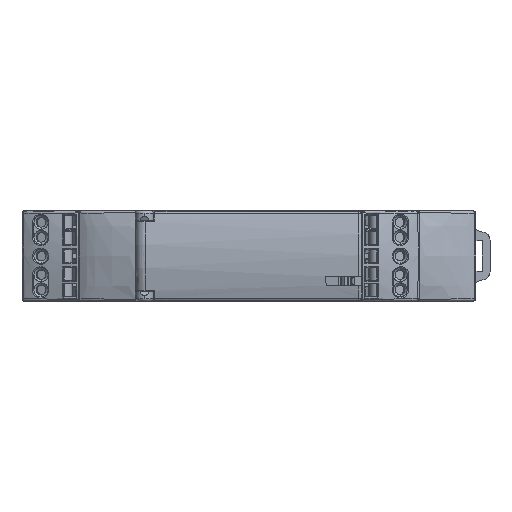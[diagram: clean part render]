
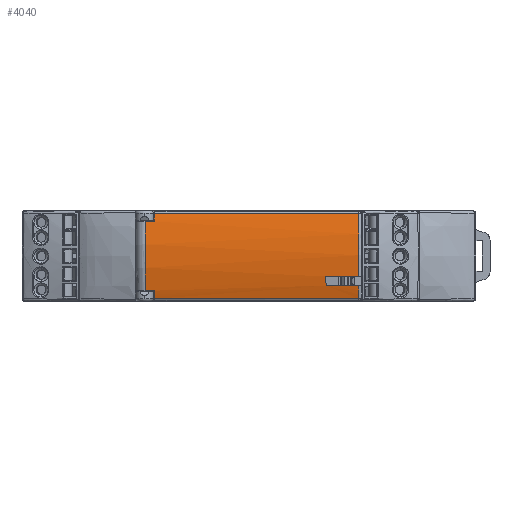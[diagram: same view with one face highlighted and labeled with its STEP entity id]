
A CAD part, left-side view. The second image highlights one B-rep face of the part: STEP entity #4040.
In plain terms, the highlighted cylindrical face has radius 30 mm (diameter 60 mm), a partial arc.
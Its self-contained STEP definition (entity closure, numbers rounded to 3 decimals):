
#4040=ADVANCED_FACE('',(#11795),#11796,.T.);
#11795=FACE_OUTER_BOUND('',#23942,.T.);
#11796=CYLINDRICAL_SURFACE('',#23943,30.0);
#23942=EDGE_LOOP('',(#56567,#56568,#56569,#56570,#56571,#56572,#56573,#56574,#56575,#56576,#56577,#56578,#56579,#56580));
#23943=AXIS2_PLACEMENT_3D('',#56581,#56582,#56583);
#56567=ORIENTED_EDGE('',*,*,#67885,.F.);
#56568=ORIENTED_EDGE('',*,*,#67886,.T.);
#56569=ORIENTED_EDGE('',*,*,#67887,.F.);
#56570=ORIENTED_EDGE('',*,*,#67888,.T.);
#56571=ORIENTED_EDGE('',*,*,#67889,.T.);
#56572=ORIENTED_EDGE('',*,*,#67890,.F.);
#56573=ORIENTED_EDGE('',*,*,#67891,.T.);
#56574=ORIENTED_EDGE('',*,*,#67806,.F.);
#56575=ORIENTED_EDGE('',*,*,#67804,.T.);
#56576=ORIENTED_EDGE('',*,*,#67879,.T.);
#56577=ORIENTED_EDGE('',*,*,#67884,.T.);
#56578=ORIENTED_EDGE('',*,*,#67892,.T.);
#56579=ORIENTED_EDGE('',*,*,#67893,.F.);
#56580=ORIENTED_EDGE('',*,*,#67894,.T.);
#56581=CARTESIAN_POINT('',(21.5,22.4,8.935));
#56582=DIRECTION('',(0.0,-1.0,0.0));
#56583=DIRECTION('',(0.0,0.0,1.0));
#67804=EDGE_CURVE('',#85702,#85700,#85703,.T.);
#67806=EDGE_CURVE('',#85702,#85705,#85706,.T.);
#67879=EDGE_CURVE('',#85700,#85837,#85839,.T.);
#67884=EDGE_CURVE('',#85837,#85844,#85846,.T.);
#67885=EDGE_CURVE('',#85847,#85848,#85849,.T.);
#67886=EDGE_CURVE('',#85847,#85850,#85851,.T.);
#67887=EDGE_CURVE('',#85852,#85850,#85853,.T.);
#67888=EDGE_CURVE('',#85852,#85854,#85855,.T.);
#67889=EDGE_CURVE('',#85854,#85856,#85857,.T.);
#67890=EDGE_CURVE('',#85858,#85856,#85859,.T.);
#67891=EDGE_CURVE('',#85858,#85705,#85860,.T.);
#67892=EDGE_CURVE('',#85844,#85861,#85862,.T.);
#67893=EDGE_CURVE('',#85863,#85861,#85864,.T.);
#67894=EDGE_CURVE('',#85863,#85848,#85865,.T.);
#85700=VERTEX_POINT('',#116470);
#85702=VERTEX_POINT('',#116472);
#85703=CIRCLE('',#116473,30.0);
#85705=VERTEX_POINT('',#116482);
#85706=LINE('',#116483,#116484);
#85837=VERTEX_POINT('',#116734);
#85839=LINE('',#116740,#116741);
#85844=VERTEX_POINT('',#116749);
#85846=B_SPLINE_CURVE_WITH_KNOTS('',3,(#116752,#116753,#116754,#116755),.UNSPECIFIED.,.F.,.F.,(4,4),(0.0,1.0),.UNSPECIFIED.);
#85847=VERTEX_POINT('',#116756);
#85848=VERTEX_POINT('',#116757);
#85849=LINE('',#116758,#116759);
#85850=VERTEX_POINT('',#116760);
#85851=CIRCLE('',#116761,30.0);
#85852=VERTEX_POINT('',#116762);
#85853=B_SPLINE_CURVE_WITH_KNOTS('',3,(#116763,#116764,#116765,#116766),.UNSPECIFIED.,.F.,.F.,(4,4),(0.0,1.0),.UNSPECIFIED.);
#85854=VERTEX_POINT('',#116767);
#85855=LINE('',#116768,#116769);
#85856=VERTEX_POINT('',#116770);
#85857=CIRCLE('',#116771,30.0);
#85858=VERTEX_POINT('',#116772);
#85859=LINE('',#116773,#116774);
#85860=B_SPLINE_CURVE_WITH_KNOTS('',3,(#116775,#116776,#116777,#116778),.UNSPECIFIED.,.F.,.F.,(4,4),(0.0,1.0),.UNSPECIFIED.);
#85861=VERTEX_POINT('',#116779);
#85862=CIRCLE('',#116780,30.0);
#85863=VERTEX_POINT('',#116781);
#85864=LINE('',#116782,#116783);
#85865=CIRCLE('',#116784,30.0);
#116470=CARTESIAN_POINT('',(-7.273,-21.8,17.427));
#116472=CARTESIAN_POINT('',(-8.225,-21.8,4.885));
#116473=AXIS2_PLACEMENT_3D('',#130539,#130540,#130541);
#116482=CARTESIAN_POINT('',(-8.225,-15.159,4.885));
#116483=CARTESIAN_POINT('',(-8.225,-21.8,4.885));
#116484=VECTOR('',#130542,6.641);
#116734=CARTESIAN_POINT('',(-7.273,18.766,17.427));
#116740=CARTESIAN_POINT('',(-7.273,-21.8,17.427));
#116741=VECTOR('',#130624,40.566);
#116749=CARTESIAN_POINT('',(-7.4,18.8,16.984));
#116752=CARTESIAN_POINT('',(-7.273,18.766,17.427));
#116753=CARTESIAN_POINT('',(-7.317,18.778,17.279));
#116754=CARTESIAN_POINT('',(-7.359,18.789,17.132));
#116755=CARTESIAN_POINT('',(-7.4,18.8,16.984));
#116756=CARTESIAN_POINT('',(-7.705,18.8,2.075));
#116757=CARTESIAN_POINT('',(-7.705,20.6,2.075));
#116758=CARTESIAN_POINT('',(-7.705,18.8,2.075));
#116759=VECTOR('',#130629,1.8);
#116760=CARTESIAN_POINT('',(-7.4,18.8,0.886));
#116761=AXIS2_PLACEMENT_3D('',#130630,#130631,#130632);
#116762=CARTESIAN_POINT('',(-7.273,18.766,0.443));
#116763=CARTESIAN_POINT('',(-7.273,18.766,0.443));
#116764=CARTESIAN_POINT('',(-7.317,18.778,0.591));
#116765=CARTESIAN_POINT('',(-7.359,18.789,0.738));
#116766=CARTESIAN_POINT('',(-7.4,18.8,0.886));
#116767=CARTESIAN_POINT('',(-7.273,-21.8,0.443));
#116768=CARTESIAN_POINT('',(-7.273,18.766,0.443));
#116769=VECTOR('',#130633,40.566);
#116770=CARTESIAN_POINT('',(-7.924,-21.8,3.085));
#116771=AXIS2_PLACEMENT_3D('',#130634,#130635,#130636);
#116772=CARTESIAN_POINT('',(-7.924,-15.332,3.085));
#116773=CARTESIAN_POINT('',(-7.924,-15.332,3.085));
#116774=VECTOR('',#130637,6.468);
#116775=CARTESIAN_POINT('',(-7.924,-15.332,3.085));
#116776=CARTESIAN_POINT('',(-8.043,-15.264,3.681));
#116777=CARTESIAN_POINT('',(-8.143,-15.206,4.281));
#116778=CARTESIAN_POINT('',(-8.225,-15.159,4.885));
#116779=CARTESIAN_POINT('',(-7.705,18.8,15.795));
#116780=AXIS2_PLACEMENT_3D('',#130638,#130639,#130640);
#116781=CARTESIAN_POINT('',(-7.705,20.6,15.795));
#116782=CARTESIAN_POINT('',(-7.705,20.6,15.795));
#116783=VECTOR('',#130641,1.8);
#116784=AXIS2_PLACEMENT_3D('',#130642,#130643,#130644);
#130539=CARTESIAN_POINT('',(21.5,-21.8,8.935));
#130540=DIRECTION('',(0.0,1.0,0.0));
#130541=DIRECTION('',(-0.991,0.0,-0.135));
#130542=DIRECTION('',(0.0,1.0,0.0));
#130624=DIRECTION('',(0.0,1.0,0.0));
#130629=DIRECTION('',(0.0,1.0,0.));
#130630=CARTESIAN_POINT('',(21.5,18.8,8.935));
#130631=DIRECTION('',(0.0,-1.0,-0.0));
#130632=DIRECTION('',(-0.974,0.0,-0.229));
#130633=DIRECTION('',(0.0,-1.0,0.0));
#130634=CARTESIAN_POINT('',(21.5,-21.8,8.935));
#130635=DIRECTION('',(0.0,1.0,0.0));
#130636=DIRECTION('',(-0.959,0.0,-0.283));
#130637=DIRECTION('',(0.,-1.0,0.0));
#130638=CARTESIAN_POINT('',(21.5,18.8,8.935));
#130639=DIRECTION('',(0.0,-1.0,0.0));
#130640=DIRECTION('',(-0.963,0.0,0.268));
#130641=DIRECTION('',(-0.0,-1.0,0.));
#130642=CARTESIAN_POINT('',(21.5,20.6,8.935));
#130643=DIRECTION('',(0.0,-1.0,0.0));
#130644=DIRECTION('',(-0.974,0.0,0.229));
